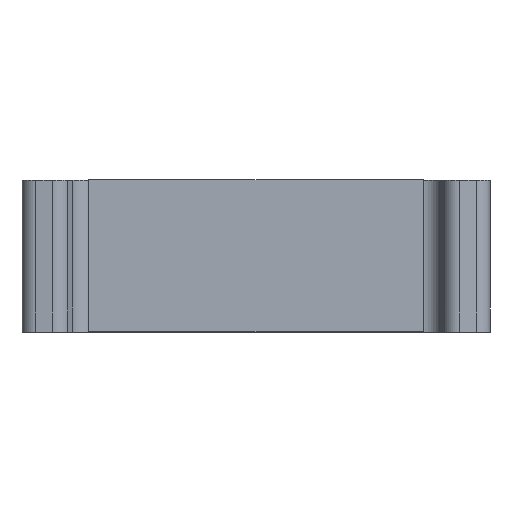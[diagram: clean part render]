
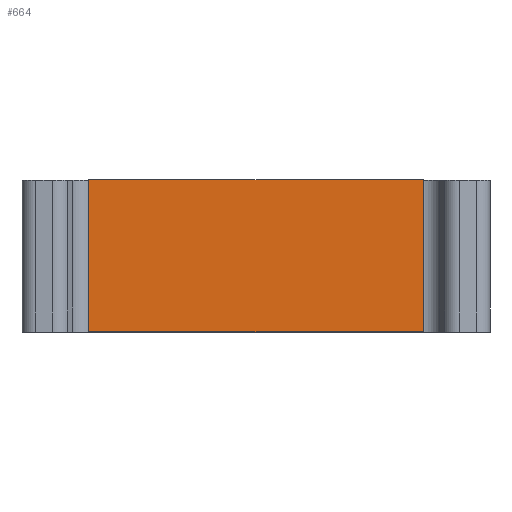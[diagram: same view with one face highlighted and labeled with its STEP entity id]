
A CAD part, top view. The second image highlights one B-rep face of the part: STEP entity #664.
In plain terms, the highlighted planar face has unit normal (0, 0, 1).
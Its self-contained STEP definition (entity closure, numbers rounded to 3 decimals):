
#32=PLANE('',#749);
#66=FACE_OUTER_BOUND('',#100,.T.);
#100=EDGE_LOOP('',(#607,#608,#609,#610));
#120=LINE('',#1003,#188);
#167=LINE('',#1134,#235);
#169=LINE('',#1137,#237);
#170=LINE('',#1138,#238);
#188=VECTOR('',#801,10.);
#235=VECTOR('',#936,10.);
#237=VECTOR('',#940,10.);
#238=VECTOR('',#941,10.);
#289=VERTEX_POINT('',#1000);
#290=VERTEX_POINT('',#1002);
#329=VERTEX_POINT('',#1131);
#330=VERTEX_POINT('',#1133);
#357=EDGE_CURVE('',#289,#290,#120,.T.);
#423=EDGE_CURVE('',#329,#330,#167,.T.);
#425=EDGE_CURVE('',#290,#329,#169,.T.);
#426=EDGE_CURVE('',#330,#289,#170,.T.);
#607=ORIENTED_EDGE('',*,*,#425,.F.);
#608=ORIENTED_EDGE('',*,*,#357,.F.);
#609=ORIENTED_EDGE('',*,*,#426,.F.);
#610=ORIENTED_EDGE('',*,*,#423,.F.);
#664=ADVANCED_FACE('',(#66),#32,.T.);
#749=AXIS2_PLACEMENT_3D('',#1136,#938,#939);
#801=DIRECTION('',(1.,0.,0.));
#936=DIRECTION('',(-1.,0.,0.));
#938=DIRECTION('center_axis',(0.,0.,1.));
#939=DIRECTION('ref_axis',(1.,0.,0.));
#940=DIRECTION('',(0.,-1.,0.));
#941=DIRECTION('',(0.,1.,0.));
#1000=CARTESIAN_POINT('',(-5.5,2.5,5.));
#1002=CARTESIAN_POINT('',(5.5,2.5,5.));
#1003=CARTESIAN_POINT('',(-5.5,2.5,5.));
#1131=CARTESIAN_POINT('',(5.5,-2.5,5.));
#1133=CARTESIAN_POINT('',(-5.5,-2.5,5.));
#1134=CARTESIAN_POINT('',(-5.5,-2.5,5.));
#1136=CARTESIAN_POINT('Origin',(-5.5,0.,5.));
#1137=CARTESIAN_POINT('',(5.5,0.,5.));
#1138=CARTESIAN_POINT('',(-5.5,0.,5.));
